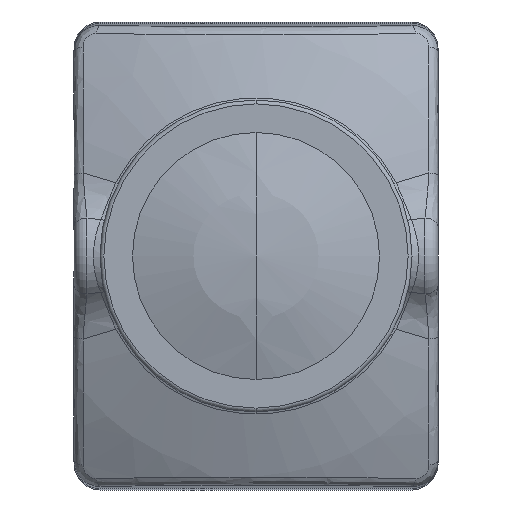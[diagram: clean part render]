
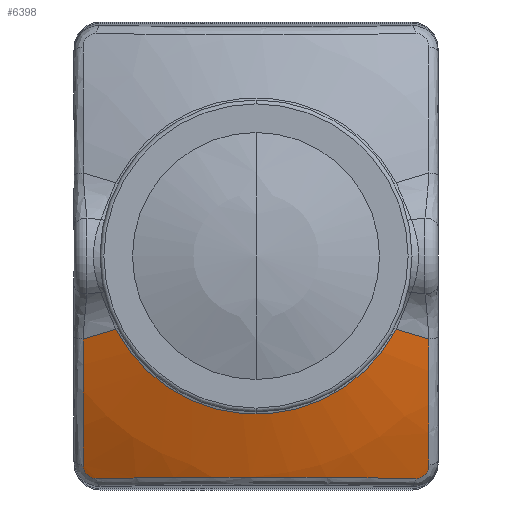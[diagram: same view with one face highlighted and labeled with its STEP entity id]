
A CAD part, front view. The second image highlights one B-rep face of the part: STEP entity #6398.
In plain terms, the highlighted spherical face has radius 22.042 mm.
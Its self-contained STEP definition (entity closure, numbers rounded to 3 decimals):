
#969=CARTESIAN_POINT('',(-6.139,-2.998,
-8.559));
#970=CARTESIAN_POINT('',(-5.745,-3.126,
-8.553));
#971=CARTESIAN_POINT('',(-4.973,-3.35,
-8.541));
#972=CARTESIAN_POINT('',(-3.861,-3.602,
-8.528));
#973=CARTESIAN_POINT('',(-2.771,-3.786,
-8.518));
#974=CARTESIAN_POINT('',(-1.673,-3.91,
-8.512));
#975=CARTESIAN_POINT('',(-0.561,-3.972,
-8.508));
#976=CARTESIAN_POINT('',(0.557,-3.972,
-8.508));
#977=CARTESIAN_POINT('',(1.668,-3.91,-8.512));
#978=CARTESIAN_POINT('',(2.766,-3.787,-8.518));
#979=CARTESIAN_POINT('',(3.859,-3.602,-8.528));
#980=CARTESIAN_POINT('',(4.965,-3.352,-8.541));
#981=CARTESIAN_POINT('',(5.742,-3.127,-8.553));
#982=CARTESIAN_POINT('',(6.139,-2.998,-8.559));
#989=CARTESIAN_POINT('',(-6.139,-2.998,
-8.559));
#990=CARTESIAN_POINT('',(-6.178,-2.986,
-8.56));
#991=CARTESIAN_POINT('',(-6.253,-2.965,
-8.553));
#992=CARTESIAN_POINT('',(-6.362,-2.946,
-8.516));
#993=CARTESIAN_POINT('',(-6.459,-2.94,
-8.455));
#994=CARTESIAN_POINT('',(-6.541,-2.948,
-8.374));
#995=CARTESIAN_POINT('',(-6.603,-2.969,
-8.275));
#996=CARTESIAN_POINT('',(-6.642,-3.003,
-8.163));
#997=CARTESIAN_POINT('',(-6.651,-3.033,
-8.085));
#998=CARTESIAN_POINT('',(-6.651,-3.05,
-8.044));
#1016=CARTESIAN_POINT('',(-6.651,-4.407,
-3.19));
#1017=CARTESIAN_POINT('',(-6.651,-4.362,
-3.486));
#1018=CARTESIAN_POINT('',(-6.651,-4.257,
-4.08));
#1019=CARTESIAN_POINT('',(-6.651,-4.059,
-4.98));
#1020=CARTESIAN_POINT('',(-6.651,-3.81,
-5.914));
#1021=CARTESIAN_POINT('',(-6.651,-3.49,
-6.916));
#1022=CARTESIAN_POINT('',(-6.651,-3.21,
-7.658));
#1023=CARTESIAN_POINT('',(-6.651,-3.05,
-8.044));
#1044=CARTESIAN_POINT('',(-6.651,-4.407,
-3.19));
#1256=CARTESIAN_POINT('',(0.,-4.822,0.));
#1257=DIRECTION('',(0.,1.,0.));
#1258=DIRECTION('',(0.886,0.,-0.463));
#1259=AXIS2_PLACEMENT_3D('',#1256,#1257,#1258);
#1289=CARTESIAN_POINT('',(-6.651,-4.407,
-3.19));
#1290=CARTESIAN_POINT('',(-6.427,-4.488,
-3.127));
#1291=CARTESIAN_POINT('',(-5.994,-4.638,
-3.001));
#1292=CARTESIAN_POINT('',(-5.588,-4.764,
-2.878));
#1293=CARTESIAN_POINT('',(-5.392,-4.822,
-2.819));
#2546=CARTESIAN_POINT('',(6.651,-3.05,
-8.044));
#2547=CARTESIAN_POINT('',(6.651,-3.21,
-7.658));
#2548=CARTESIAN_POINT('',(6.651,-3.49,
-6.916));
#2549=CARTESIAN_POINT('',(6.651,-3.81,
-5.914));
#2550=CARTESIAN_POINT('',(6.651,-4.059,
-4.98));
#2551=CARTESIAN_POINT('',(6.651,-4.257,
-4.08));
#2552=CARTESIAN_POINT('',(6.651,-4.362,
-3.486));
#2553=CARTESIAN_POINT('',(6.651,-4.407,
-3.19));
#2580=CARTESIAN_POINT('',(6.651,-3.05,
-8.044));
#2581=CARTESIAN_POINT('',(6.651,-3.033,
-8.085));
#2582=CARTESIAN_POINT('',(6.642,-3.004,
-8.163));
#2583=CARTESIAN_POINT('',(6.603,-2.969,
-8.275));
#2584=CARTESIAN_POINT('',(6.541,-2.948,
-8.374));
#2585=CARTESIAN_POINT('',(6.46,-2.94,
-8.455));
#2586=CARTESIAN_POINT('',(6.362,-2.946,
-8.516));
#2587=CARTESIAN_POINT('',(6.253,-2.965,
-8.553));
#2588=CARTESIAN_POINT('',(6.178,-2.986,
-8.56));
#2589=CARTESIAN_POINT('',(6.139,-2.998,
-8.559));
#2607=CARTESIAN_POINT('',(5.392,-4.822,
-2.819));
#2608=CARTESIAN_POINT('',(5.585,-4.765,
-2.878));
#2609=CARTESIAN_POINT('',(5.989,-4.64,
-2.999));
#2610=CARTESIAN_POINT('',(6.425,-4.489,
-3.126));
#2611=CARTESIAN_POINT('',(6.651,-4.407,
-3.19));
#4247=CARTESIAN_POINT('',(6.651,-4.407,
-3.19));
#4248=VERTEX_POINT('',#4247);
#4255=CARTESIAN_POINT('',(5.392,-4.822,
-2.819));
#4257=VERTEX_POINT('',#4255);
#4259=CARTESIAN_POINT('',(-5.392,-4.822,
-2.819));
#4261=VERTEX_POINT('',#4259);
#4282=VERTEX_POINT('',#1044);
#4298=VERTEX_POINT('',#2580);
#4299=VERTEX_POINT('',#2589);
#4300=VERTEX_POINT('',#989);
#4301=VERTEX_POINT('',#998);
#6375=CARTESIAN_POINT('',(0.,16.364,0.));
#6376=DIRECTION('',(0.,-1.,0.));
#6377=DIRECTION('',(-0.614,0.,-0.789));
#6378=AXIS2_PLACEMENT_3D('',#6375,#6376,#6377);
#6379=SPHERICAL_SURFACE('',#6378,22.042);
#6381=ORIENTED_EDGE('',*,*,#6380,.F.);
#6383=ORIENTED_EDGE('',*,*,#6382,.T.);
#6385=ORIENTED_EDGE('',*,*,#6384,.F.);
#6387=ORIENTED_EDGE('',*,*,#6386,.T.);
#6389=ORIENTED_EDGE('',*,*,#6388,.F.);
#6391=ORIENTED_EDGE('',*,*,#6390,.T.);
#6393=ORIENTED_EDGE('',*,*,#6392,.F.);
#6395=ORIENTED_EDGE('',*,*,#6394,.T.);
#6396=EDGE_LOOP('',(#6381,#6383,#6385,#6387,#6389,#6391,#6393,#6395));
#6397=FACE_OUTER_BOUND('',#6396,.F.);
#6398=ADVANCED_FACE('',(#6397),#6379,.T.);
#983=B_SPLINE_CURVE_WITH_KNOTS('',3,(#969,#970,#971,#972,#973,#974,#975,#976,
#977,#978,#979,#980,#981,#982),.UNSPECIFIED.,.F.,.F.,(4,1,1,1,1,1,1,1,1,1,1,4),(
0.,0.091,0.182,0.273,0.364,
0.455,0.545,0.636,0.727,
0.818,0.909,1.),.UNSPECIFIED.);
#999=B_SPLINE_CURVE_WITH_KNOTS('',3,(#989,#990,#991,#992,#993,#994,#995,#996,
#997,#998),.UNSPECIFIED.,.F.,.F.,(4,1,1,1,1,1,1,4),(0.,0.143,
0.286,0.429,0.571,0.714,
0.857,1.),.UNSPECIFIED.);
#1024=B_SPLINE_CURVE_WITH_KNOTS('',3,(#1016,#1017,#1018,#1019,#1020,#1021,#1022,
#1023),.UNSPECIFIED.,.F.,.F.,(4,1,1,1,1,4),(0.,0.2,0.4,0.6,0.8,1.),
.UNSPECIFIED.);
#1260=CIRCLE('',#1259,6.084);
#1294=B_SPLINE_CURVE_WITH_KNOTS('',3,(#1289,#1290,#1291,#1292,#1293),
.UNSPECIFIED.,.F.,.F.,(4,1,4),(0.,0.5,1.),.UNSPECIFIED.);
#2554=B_SPLINE_CURVE_WITH_KNOTS('',3,(#2546,#2547,#2548,#2549,#2550,#2551,#2552,
#2553),.UNSPECIFIED.,.F.,.F.,(4,1,1,1,1,4),(0.,0.2,0.4,0.6,0.8,1.),
.UNSPECIFIED.);
#2590=B_SPLINE_CURVE_WITH_KNOTS('',3,(#2580,#2581,#2582,#2583,#2584,#2585,#2586,
#2587,#2588,#2589),.UNSPECIFIED.,.F.,.F.,(4,1,1,1,1,1,1,4),(0.,
0.143,0.286,0.429,0.571,
0.714,0.857,1.),.UNSPECIFIED.);
#2612=B_SPLINE_CURVE_WITH_KNOTS('',3,(#2607,#2608,#2609,#2610,#2611),
.UNSPECIFIED.,.F.,.F.,(4,1,4),(0.,0.5,1.),.UNSPECIFIED.);
#6380=EDGE_CURVE('',#4300,#4299,#983,.T.);
#6382=EDGE_CURVE('',#4300,#4301,#999,.T.);
#6384=EDGE_CURVE('',#4282,#4301,#1024,.T.);
#6386=EDGE_CURVE('',#4282,#4261,#1294,.T.);
#6388=EDGE_CURVE('',#4257,#4261,#1260,.T.);
#6390=EDGE_CURVE('',#4257,#4248,#2612,.T.);
#6392=EDGE_CURVE('',#4298,#4248,#2554,.T.);
#6394=EDGE_CURVE('',#4298,#4299,#2590,.T.);
